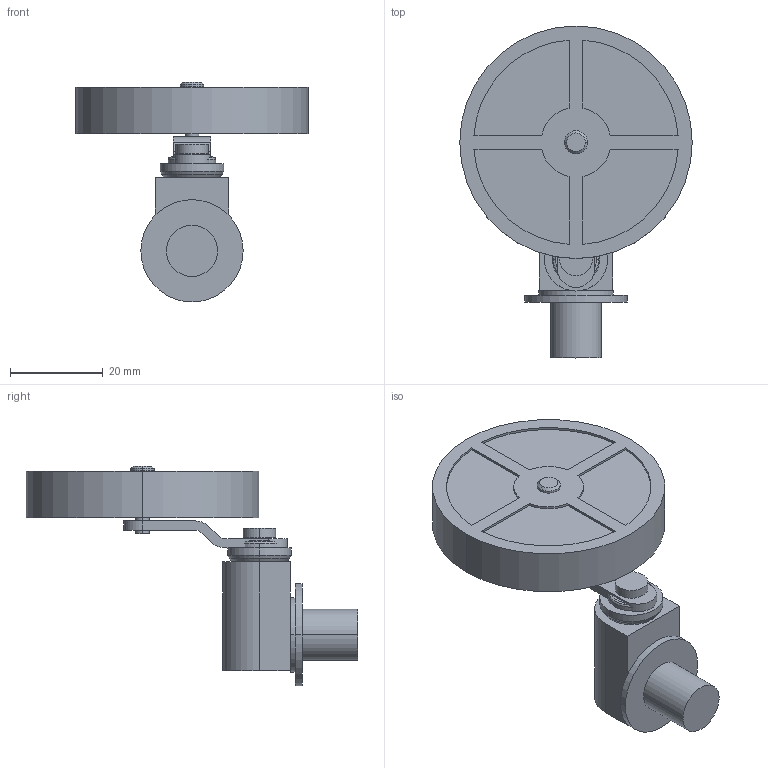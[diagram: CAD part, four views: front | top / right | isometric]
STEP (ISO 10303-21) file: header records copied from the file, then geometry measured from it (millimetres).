
FILE_DESCRIPTION((''),'2;1');
FILE_NAME('3d_KXAE3.stp','2012-10-03T07:32:51',(''),(''),'Mechanical Desktop 2011','Mechanical Desktop 2011',', , ');
FILE_SCHEMA(('CONFIG_CONTROL_DESIGN'));
Length unit declared in the file: millimetre
Products named in the file (1): Product
Bounding box: 50 x 71.33 x 47.3 mm (x, y, z)
Volume: 26965.7 mm3; surface area: 10592.5 mm2
Topology: 9 solids, 9 shells, 90 faces, 186 edges, 122 vertices
Faces by surface type: plane 43, cylinder 37, cone 8, torus 2
Entity records: 2491 total; most frequent: DIRECTION 458, CARTESIAN_POINT 399, ORIENTED_EDGE 372, EDGE_CURVE 186, AXIS2_PLACEMENT_3D 181, VERTEX_POINT 122, EDGE_LOOP 98, VECTOR 96
